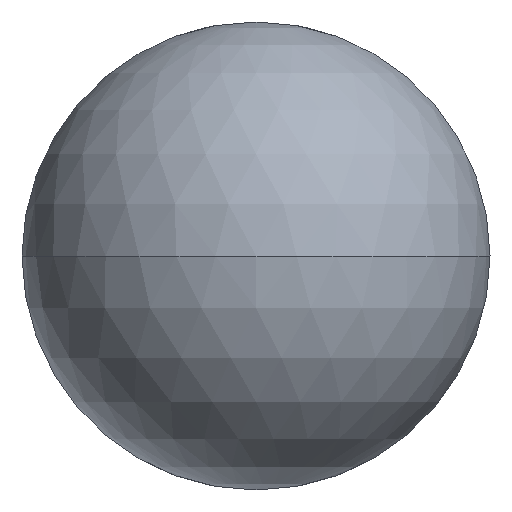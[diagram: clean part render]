
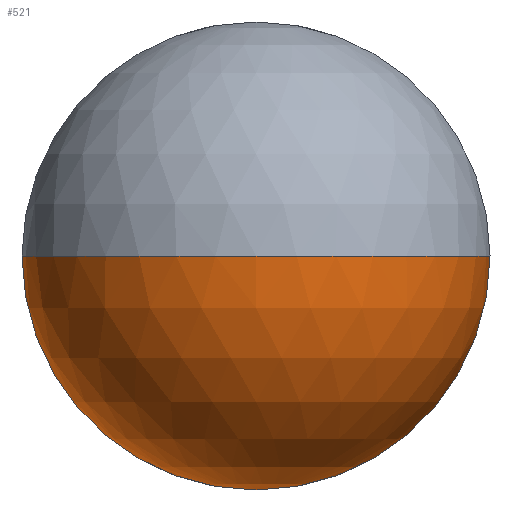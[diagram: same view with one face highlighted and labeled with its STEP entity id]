
A CAD part, front view. The second image highlights one B-rep face of the part: STEP entity #521.
In plain terms, the highlighted spherical face has radius 3.175 mm.
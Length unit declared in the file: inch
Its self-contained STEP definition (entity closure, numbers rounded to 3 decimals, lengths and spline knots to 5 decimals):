
#5 = CIRCLE ( 'NONE', #360, 0.125 ) ;
#19 = AXIS2_PLACEMENT_3D ( 'NONE', #402, #449, #278 ) ;
#59 = CARTESIAN_POINT ( 'NONE',  ( 0., 0., 0. ) ) ;
#99 = DIRECTION ( 'NONE',  ( 0., 0., -1. ) ) ;
#100 = AXIS2_PLACEMENT_3D ( 'NONE', #464, #99, #297 ) ;
#115 = VERTEX_POINT ( 'NONE', #261 ) ;
#171 = AXIS2_PLACEMENT_3D ( 'NONE', #468, #175, #519 ) ;
#175 = DIRECTION ( 'NONE',  ( 0., 0., 1. ) ) ;
#219 = ORIENTED_EDGE ( 'NONE', *, *, #358, .T. ) ;
#222 = ORIENTED_EDGE ( 'NONE', *, *, #407, .F. ) ;
#224 = ORIENTED_EDGE ( 'NONE', *, *, #377, .T. ) ;
#246 = VERTEX_POINT ( 'NONE', #274 ) ;
#257 = DIRECTION ( 'NONE',  ( 0., 0., -1. ) ) ;
#259 = CARTESIAN_POINT ( 'NONE',  ( 0., 0.125, 0. ) ) ;
#261 = CARTESIAN_POINT ( 'NONE',  ( 0.125, 0.125, 0. ) ) ;
#266 = ORIENTED_EDGE ( 'NONE', *, *, #285, .T. ) ;
#274 = CARTESIAN_POINT ( 'NONE',  ( 0., 0.125, -0.125 ) ) ;
#278 = DIRECTION ( 'NONE',  ( -1., 0., 0. ) ) ;
#285 = EDGE_CURVE ( 'NONE', #445, #246, #394, .T. ) ;
#297 = DIRECTION ( 'NONE',  ( -1., 0., 0. ) ) ;
#335 = CIRCLE ( 'NONE', #100, 0.125 ) ;
#341 = CARTESIAN_POINT ( 'NONE',  ( 0., 0.125, 0. ) ) ;
#358 = EDGE_CURVE ( 'NONE', #246, #115, #5, .T. ) ;
#360 = AXIS2_PLACEMENT_3D ( 'NONE', #341, #498, #505 ) ;
#377 = EDGE_CURVE ( 'NONE', #115, #450, #335, .T. ) ;
#379 = CARTESIAN_POINT ( 'NONE',  ( -0.125, 0.125, 0. ) ) ;
#385 = DIRECTION ( 'NONE',  ( 0., -1., 0. ) ) ;
#390 = SPHERICAL_SURFACE ( 'NONE', #19, 0.125 ) ;
#394 = CIRCLE ( 'NONE', #451, 0.125 ) ;
#397 = EDGE_LOOP ( 'NONE', ( #266, #219, #224, #222 ) ) ;
#402 = CARTESIAN_POINT ( 'NONE',  ( 0., 0.125, 0. ) ) ;
#407 = EDGE_CURVE ( 'NONE', #445, #450, #488, .T. ) ;
#445 = VERTEX_POINT ( 'NONE', #379 ) ;
#449 = DIRECTION ( 'NONE',  ( 0., 0., -1. ) ) ;
#450 = VERTEX_POINT ( 'NONE', #59 ) ;
#451 = AXIS2_PLACEMENT_3D ( 'NONE', #259, #385, #257 ) ;
#464 = CARTESIAN_POINT ( 'NONE',  ( 0., 0.125, 0. ) ) ;
#466 = FACE_OUTER_BOUND ( 'NONE', #397, .T. ) ;
#468 = CARTESIAN_POINT ( 'NONE',  ( 0., 0.125, 0. ) ) ;
#488 = CIRCLE ( 'NONE', #171, 0.125 ) ;
#498 = DIRECTION ( 'NONE',  ( 0., -1., 0. ) ) ;
#505 = DIRECTION ( 'NONE',  ( 0., 0., -1. ) ) ;
#519 = DIRECTION ( 'NONE',  ( 1., 0., 0. ) ) ;
#521 = ADVANCED_FACE ( 'NONE', ( #466 ), #390, .T. ) ;
